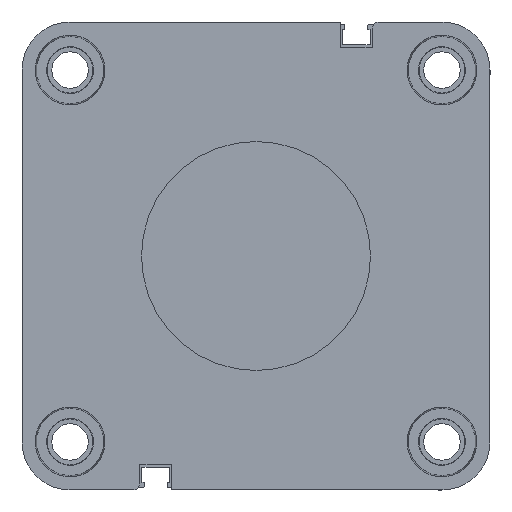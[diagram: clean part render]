
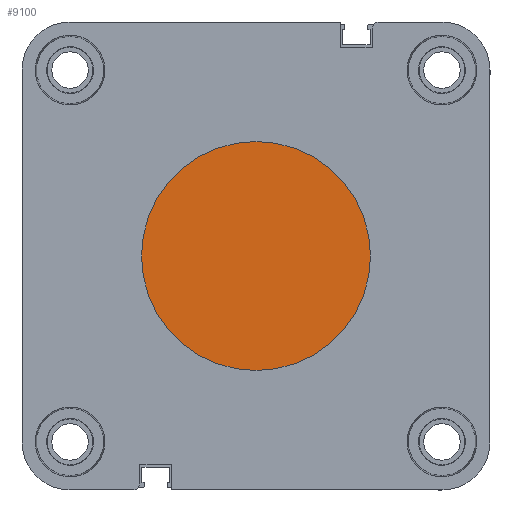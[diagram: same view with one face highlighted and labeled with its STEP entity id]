
A CAD part, left-side view. The second image highlights one B-rep face of the part: STEP entity #9100.
In plain terms, the highlighted planar face has unit normal (-1, 0, 0).
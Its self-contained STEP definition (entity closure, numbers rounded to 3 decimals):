
#126 = DIRECTION ( 'NONE',  ( -1., 0., 0. ) ) ;
#256 = DIRECTION ( 'NONE',  ( -1., 0., 0. ) ) ;
#263 = DIRECTION ( 'NONE',  ( 0., 0., 1. ) ) ;
#1275 = CARTESIAN_POINT ( 'NONE',  ( 0., 0., 0. ) ) ;
#1549 = DIRECTION ( 'NONE',  ( 0., 0., 1. ) ) ;
#2271 = ORIENTED_EDGE ( 'NONE', *, *, #7143, .T. ) ;
#3124 = CIRCLE ( 'NONE', #5082, 27.4 ) ;
#3408 = CIRCLE ( 'NONE', #4872, 27.4 ) ;
#3740 = CARTESIAN_POINT ( 'NONE',  ( 0., 0., 0. ) ) ;
#4592 = FACE_OUTER_BOUND ( 'NONE', #9839, .T. ) ;
#4869 = PLANE ( 'NONE',  #11371 ) ;
#4872 = AXIS2_PLACEMENT_3D ( 'NONE', #1275, #126, #8408 ) ;
#5082 = AXIS2_PLACEMENT_3D ( 'NONE', #3740, #7249, #263 ) ;
#7143 = EDGE_CURVE ( 'NONE', #15030, #14123, #3124, .T. ) ;
#7249 = DIRECTION ( 'NONE',  ( -1., 0., 0. ) ) ;
#7545 = ORIENTED_EDGE ( 'NONE', *, *, #11304, .T. ) ;
#8408 = DIRECTION ( 'NONE',  ( 0., 0., 1. ) ) ;
#9100 = ADVANCED_FACE ( 'NONE', ( #4592 ), #4869, .T. ) ;
#9839 = EDGE_LOOP ( 'NONE', ( #7545, #2271 ) ) ;
#10494 = CARTESIAN_POINT ( 'NONE',  ( 0., 0., 27.4 ) ) ;
#11304 = EDGE_CURVE ( 'NONE', #14123, #15030, #3408, .T. ) ;
#11371 = AXIS2_PLACEMENT_3D ( 'NONE', #13033, #256, #1549 ) ;
#13033 = CARTESIAN_POINT ( 'NONE',  ( 0., 0., 0. ) ) ;
#13719 = CARTESIAN_POINT ( 'NONE',  ( 0., 0., -27.4 ) ) ;
#14123 = VERTEX_POINT ( 'NONE', #10494 ) ;
#15030 = VERTEX_POINT ( 'NONE', #13719 ) ;
